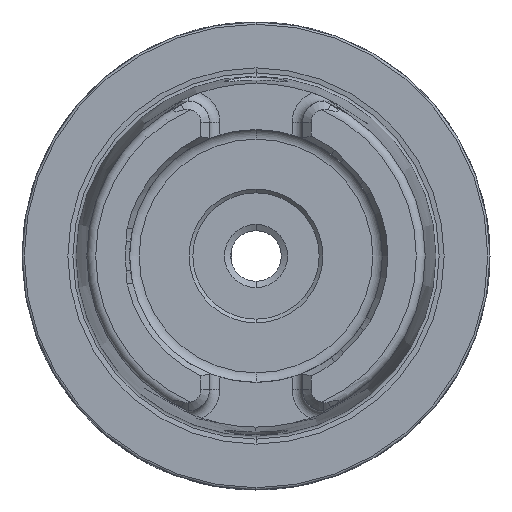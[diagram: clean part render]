
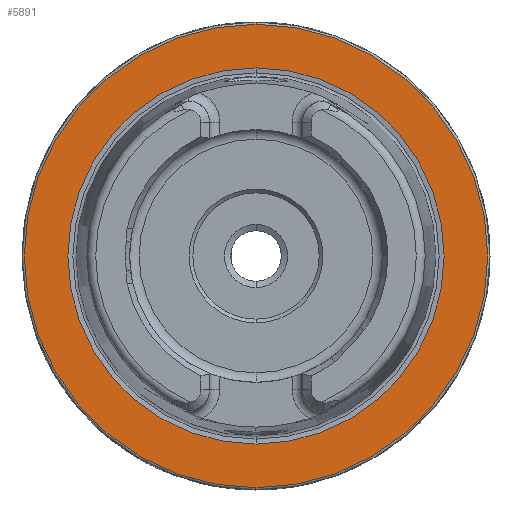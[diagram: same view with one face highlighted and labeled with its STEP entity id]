
A CAD part, left-side view. The second image highlights one B-rep face of the part: STEP entity #5891.
In plain terms, the highlighted planar face has unit normal (-1, 0, 0).
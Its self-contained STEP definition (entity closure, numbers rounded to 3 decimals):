
#940 = DIRECTION ( 'NONE',  ( 1., 0., 0. ) ) ;
#942 = CARTESIAN_POINT ( 'NONE',  ( 0., 31.2, 0. ) ) ;
#943 = PLANE ( 'NONE',  #1463 ) ;
#945 = DIRECTION ( 'NONE',  ( 0., 0., -1. ) ) ;
#1463 = AXIS2_PLACEMENT_3D ( 'NONE', #942, #940, #945 ) ;
#1877 = FACE_OUTER_BOUND ( 'NONE', #6940, .T. ) ;
#1881 = FACE_BOUND ( 'NONE', #6935, .T. ) ;
#2986 = CARTESIAN_POINT ( 'NONE',  ( 0., 0., 31.2 ) ) ;
#2987 = CARTESIAN_POINT ( 'NONE',  ( 0., 0., -31.2 ) ) ;
#2991 = CARTESIAN_POINT ( 'NONE',  ( 0., 0., -25.324 ) ) ;
#2992 = CARTESIAN_POINT ( 'NONE',  ( 0., 0., 25.324 ) ) ;
#4045 = ORIENTED_EDGE ( 'NONE', *, *, #5333, .F. ) ;
#4046 = ORIENTED_EDGE ( 'NONE', *, *, #4812, .F. ) ;
#4047 = ORIENTED_EDGE ( 'NONE', *, *, #4808, .T. ) ;
#4048 = ORIENTED_EDGE ( 'NONE', *, *, #5334, .T. ) ;
#4808 = EDGE_CURVE ( 'NONE', #6496, #6497, #7316, .T. ) ;
#4812 = EDGE_CURVE ( 'NONE', #6501, #6502, #7319, .T. ) ;
#5082 = AXIS2_PLACEMENT_3D ( 'NONE', #8672, #8673, #8674 ) ;
#5333 = EDGE_CURVE ( 'NONE', #6502, #6501, #7565, .T. ) ;
#5334 = EDGE_CURVE ( 'NONE', #6497, #6496, #7566, .T. ) ;
#5891 = ADVANCED_FACE ( 'NONE', ( #1881, #1877 ), #943, .F. ) ;
#6496 = VERTEX_POINT ( 'NONE', #2986 ) ;
#6497 = VERTEX_POINT ( 'NONE', #2987 ) ;
#6501 = VERTEX_POINT ( 'NONE', #2991 ) ;
#6502 = VERTEX_POINT ( 'NONE', #2992 ) ;
#6935 = EDGE_LOOP ( 'NONE', ( #4045, #4046 ) ) ;
#6940 = EDGE_LOOP ( 'NONE', ( #4047, #4048 ) ) ;
#7316 = CIRCLE ( 'NONE', #5082, 31.2 ) ;
#7319 = CIRCLE ( 'NONE', #8823, 25.324 ) ;
#7565 = CIRCLE ( 'NONE', #8923, 25.324 ) ;
#7566 = CIRCLE ( 'NONE', #8924, 31.2 ) ;
#8672 = CARTESIAN_POINT ( 'NONE',  ( 0., 0., 0. ) ) ;
#8673 = DIRECTION ( 'NONE',  ( -1., 0., 0. ) ) ;
#8674 = DIRECTION ( 'NONE',  ( 0., 0., 1. ) ) ;
#8683 = CARTESIAN_POINT ( 'NONE',  ( 0., 0., 0. ) ) ;
#8684 = DIRECTION ( 'NONE',  ( -1., 0., 0. ) ) ;
#8685 = DIRECTION ( 'NONE',  ( 0., 0., 1. ) ) ;
#8823 = AXIS2_PLACEMENT_3D ( 'NONE', #8683, #8684, #8685 ) ;
#8923 = AXIS2_PLACEMENT_3D ( 'NONE', #10958, #10959, #10960 ) ;
#8924 = AXIS2_PLACEMENT_3D ( 'NONE', #10961, #10962, #10963 ) ;
#10958 = CARTESIAN_POINT ( 'NONE',  ( 0., 0., 0. ) ) ;
#10959 = DIRECTION ( 'NONE',  ( -1., 0., 0. ) ) ;
#10960 = DIRECTION ( 'NONE',  ( 0., 0., 1. ) ) ;
#10961 = CARTESIAN_POINT ( 'NONE',  ( 0., 0., 0. ) ) ;
#10962 = DIRECTION ( 'NONE',  ( -1., 0., 0. ) ) ;
#10963 = DIRECTION ( 'NONE',  ( 0., 0., 1. ) ) ;
